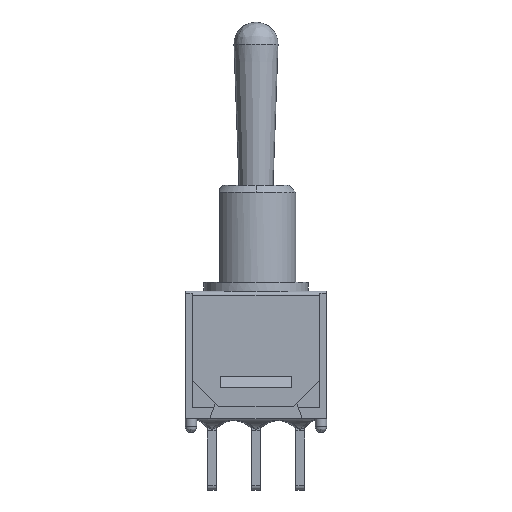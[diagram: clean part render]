
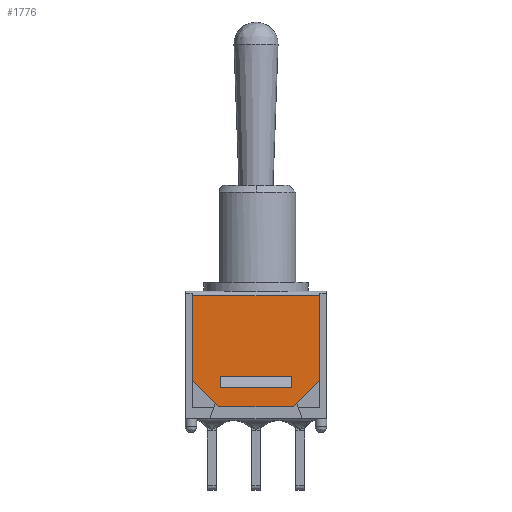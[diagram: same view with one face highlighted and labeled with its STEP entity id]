
A CAD part, top view. The second image highlights one B-rep face of the part: STEP entity #1776.
In plain terms, the highlighted face is planar.
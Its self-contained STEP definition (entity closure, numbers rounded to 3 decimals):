
#60 = CARTESIAN_POINT ( 'NONE',  ( -4.015, -2.54, 2.43 ) ) ;
#127 = FACE_OUTER_BOUND ( 'NONE', #2683, .T. ) ;
#165 = DIRECTION ( 'NONE',  ( 0.707, 0., 0.707 ) ) ;
#387 = ORIENTED_EDGE ( 'NONE', *, *, #4963, .T. ) ;
#420 = VECTOR ( 'NONE', #5871, 1000. ) ;
#459 = ORIENTED_EDGE ( 'NONE', *, *, #2441, .T. ) ;
#464 = DIRECTION ( 'NONE',  ( 0., 0., 1. ) ) ;
#563 = LINE ( 'NONE', #3595, #1017 ) ;
#570 = VERTEX_POINT ( 'NONE', #698 ) ;
#698 = CARTESIAN_POINT ( 'NONE',  ( -2.065, -2.54, 2.43 ) ) ;
#784 = DIRECTION ( 'NONE',  ( 0., 0., -1. ) ) ;
#918 = VERTEX_POINT ( 'NONE', #5387 ) ;
#990 = CARTESIAN_POINT ( 'NONE',  ( -4.015, -2.54, 0.7 ) ) ;
#1017 = VECTOR ( 'NONE', #4628, 1000. ) ;
#1103 = LINE ( 'NONE', #60, #420 ) ;
#1410 = FACE_BOUND ( 'NONE', #3004, .T. ) ;
#1445 = EDGE_CURVE ( 'NONE', #5762, #3899, #3121, .T. ) ;
#1561 = CARTESIAN_POINT ( 'NONE',  ( -2.15, -2.54, 0.7 ) ) ;
#1604 = AXIS2_PLACEMENT_3D ( 'NONE', #5341, #4931, #2988 ) ;
#1703 = LINE ( 'NONE', #4135, #5384 ) ;
#1776 = ADVANCED_FACE ( 'NONE', ( #1410, #127 ), #4897, .T. ) ;
#1969 = ORIENTED_EDGE ( 'NONE', *, *, #4299, .T. ) ;
#2043 = CARTESIAN_POINT ( 'NONE',  ( 2.15, -2.54, 0.7 ) ) ;
#2257 = VECTOR ( 'NONE', #4247, 1000. ) ;
#2330 = VECTOR ( 'NONE', #784, 1000. ) ;
#2369 = VERTEX_POINT ( 'NONE', #5663 ) ;
#2441 = EDGE_CURVE ( 'NONE', #4194, #918, #4162, .T. ) ;
#2587 = DIRECTION ( 'NONE',  ( 1., 0., 0. ) ) ;
#2683 = EDGE_LOOP ( 'NONE', ( #387, #5388, #4724, #459, #4668, #4588 ) ) ;
#2833 = VERTEX_POINT ( 'NONE', #3390 ) ;
#2871 = VECTOR ( 'NONE', #464, 1000. ) ;
#2885 = ORIENTED_EDGE ( 'NONE', *, *, #5174, .T. ) ;
#2950 = VERTEX_POINT ( 'NONE', #1561 ) ;
#2988 = DIRECTION ( 'NONE',  ( 0., 0., -1. ) ) ;
#3004 = EDGE_LOOP ( 'NONE', ( #1969, #2885, #5829, #5862 ) ) ;
#3121 = LINE ( 'NONE', #4224, #4715 ) ;
#3166 = CARTESIAN_POINT ( 'NONE',  ( -3.65, -2.54, 7.399 ) ) ;
#3347 = CARTESIAN_POINT ( 'NONE',  ( -3.65, -2.54, 7.08 ) ) ;
#3382 = CARTESIAN_POINT ( 'NONE',  ( 3.65, -2.54, 7.08 ) ) ;
#3384 = VERTEX_POINT ( 'NONE', #2043 ) ;
#3390 = CARTESIAN_POINT ( 'NONE',  ( 2.065, -2.54, 2.43 ) ) ;
#3533 = EDGE_CURVE ( 'NONE', #918, #2950, #563, .T. ) ;
#3595 = CARTESIAN_POINT ( 'NONE',  ( -3.65, -2.54, 2.2 ) ) ;
#3638 = EDGE_CURVE ( 'NONE', #4194, #3899, #1703, .T. ) ;
#3718 = LINE ( 'NONE', #5197, #2257 ) ;
#3800 = VECTOR ( 'NONE', #165, 1000. ) ;
#3869 = VERTEX_POINT ( 'NONE', #4311 ) ;
#3899 = VERTEX_POINT ( 'NONE', #3382 ) ;
#4023 = LINE ( 'NONE', #6024, #6270 ) ;
#4135 = CARTESIAN_POINT ( 'NONE',  ( 4.471, -2.54, 7.08 ) ) ;
#4162 = LINE ( 'NONE', #3166, #2330 ) ;
#4194 = VERTEX_POINT ( 'NONE', #3347 ) ;
#4224 = CARTESIAN_POINT ( 'NONE',  ( 3.65, -2.54, 7.399 ) ) ;
#4247 = DIRECTION ( 'NONE',  ( 0., 0., -1. ) ) ;
#4299 = EDGE_CURVE ( 'NONE', #570, #2833, #1103, .T. ) ;
#4311 = CARTESIAN_POINT ( 'NONE',  ( -2.065, -2.54, 1.787 ) ) ;
#4377 = EDGE_CURVE ( 'NONE', #2950, #3384, #5315, .T. ) ;
#4573 = DIRECTION ( 'NONE',  ( 1., 0., 0. ) ) ;
#4588 = ORIENTED_EDGE ( 'NONE', *, *, #4377, .T. ) ;
#4628 = DIRECTION ( 'NONE',  ( 0.707, 0., -0.707 ) ) ;
#4629 = LINE ( 'NONE', #6292, #2871 ) ;
#4668 = ORIENTED_EDGE ( 'NONE', *, *, #3533, .T. ) ;
#4715 = VECTOR ( 'NONE', #5142, 1000. ) ;
#4724 = ORIENTED_EDGE ( 'NONE', *, *, #3638, .F. ) ;
#4897 = PLANE ( 'NONE',  #1604 ) ;
#4931 = DIRECTION ( 'NONE',  ( 0., -1., 0. ) ) ;
#4963 = EDGE_CURVE ( 'NONE', #3384, #5762, #5080, .T. ) ;
#4983 = CARTESIAN_POINT ( 'NONE',  ( 2.15, -2.54, 0.7 ) ) ;
#5080 = LINE ( 'NONE', #4983, #3800 ) ;
#5124 = EDGE_CURVE ( 'NONE', #2369, #3869, #4023, .T. ) ;
#5142 = DIRECTION ( 'NONE',  ( 0., 0., 1. ) ) ;
#5174 = EDGE_CURVE ( 'NONE', #2833, #2369, #3718, .T. ) ;
#5197 = CARTESIAN_POINT ( 'NONE',  ( 2.065, -2.54, 7.399 ) ) ;
#5315 = LINE ( 'NONE', #990, #5466 ) ;
#5341 = CARTESIAN_POINT ( 'NONE',  ( -4.015, -2.54, 7.399 ) ) ;
#5384 = VECTOR ( 'NONE', #4573, 1000. ) ;
#5387 = CARTESIAN_POINT ( 'NONE',  ( -3.65, -2.54, 2.2 ) ) ;
#5388 = ORIENTED_EDGE ( 'NONE', *, *, #1445, .T. ) ;
#5466 = VECTOR ( 'NONE', #2587, 1000. ) ;
#5507 = CARTESIAN_POINT ( 'NONE',  ( 3.65, -2.54, 2.2 ) ) ;
#5561 = EDGE_CURVE ( 'NONE', #3869, #570, #4629, .T. ) ;
#5663 = CARTESIAN_POINT ( 'NONE',  ( 2.065, -2.54, 1.787 ) ) ;
#5762 = VERTEX_POINT ( 'NONE', #5507 ) ;
#5829 = ORIENTED_EDGE ( 'NONE', *, *, #5124, .T. ) ;
#5862 = ORIENTED_EDGE ( 'NONE', *, *, #5561, .T. ) ;
#5871 = DIRECTION ( 'NONE',  ( 1., 0., 0. ) ) ;
#6024 = CARTESIAN_POINT ( 'NONE',  ( -4.015, -2.54, 1.787 ) ) ;
#6100 = DIRECTION ( 'NONE',  ( -1., 0., 0. ) ) ;
#6270 = VECTOR ( 'NONE', #6100, 1000. ) ;
#6292 = CARTESIAN_POINT ( 'NONE',  ( -2.065, -2.54, 7.399 ) ) ;
